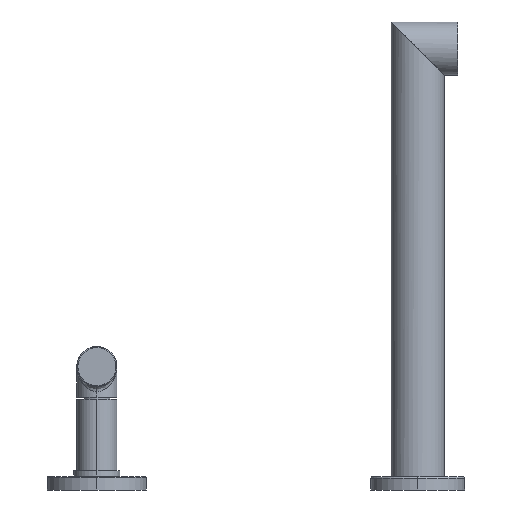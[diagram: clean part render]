
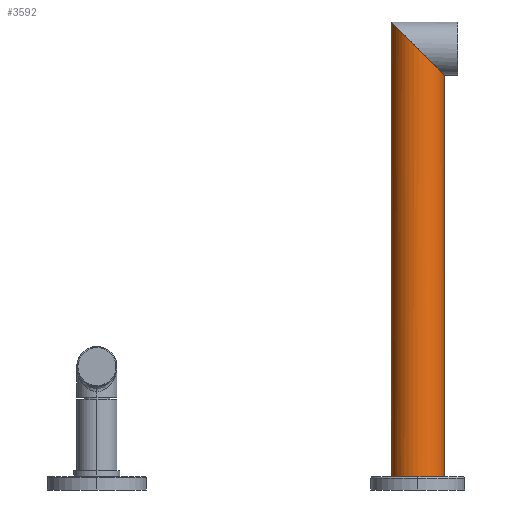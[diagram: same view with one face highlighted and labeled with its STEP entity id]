
A CAD part, left-side view. The second image highlights one B-rep face of the part: STEP entity #3592.
In plain terms, the highlighted cylindrical face has radius 12.7 mm (diameter 25.4 mm), a partial arc.
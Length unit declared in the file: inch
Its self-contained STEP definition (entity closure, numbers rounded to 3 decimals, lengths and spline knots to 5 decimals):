
#2964=DIRECTION('',(0.,0.,1.));
#2965=VECTOR('',#2964,7.5);
#2966=CARTESIAN_POINT('',(0.,-0.5,0.25));
#2967=LINE('',#2966,#2965);
#2971=CARTESIAN_POINT('',(0.,-0.5,
7.75));
#3009=CARTESIAN_POINT('',(0.,0.5,
8.75));
#3038=CARTESIAN_POINT('',(0.,0.,0.25));
#3039=DIRECTION('',(0.,0.,1.));
#3040=DIRECTION('',(0.,1.,0.));
#3041=AXIS2_PLACEMENT_3D('',#3038,#3039,#3040);
#3108=DIRECTION('',(0.,0.,1.));
#3109=VECTOR('',#3108,8.5);
#3110=CARTESIAN_POINT('',(0.,0.5,0.25));
#3111=LINE('',#3110,#3109);
#3115=CARTESIAN_POINT('',(0.,0.5,
8.75));
#3116=CARTESIAN_POINT('',(-0.01171,0.5,
8.75));
#3117=CARTESIAN_POINT('',(-0.03513,0.49918,
8.74918));
#3118=CARTESIAN_POINT('',(-0.07035,0.49545,
8.74545));
#3119=CARTESIAN_POINT('',(-0.10549,0.48919,
8.73919));
#3120=CARTESIAN_POINT('',(-0.14084,0.48022,
8.73022));
#3121=CARTESIAN_POINT('',(-0.17605,0.46849,
8.71849));
#3122=CARTESIAN_POINT('',(-0.21132,0.4537,
8.7037));
#3123=CARTESIAN_POINT('',(-0.2463,0.43574,
8.68574));
#3124=CARTESIAN_POINT('',(-0.28091,0.41432,8.66432));
#3125=CARTESIAN_POINT('',(-0.31481,0.38924,
8.63924));
#3126=CARTESIAN_POINT('',(-0.34759,0.36033,
8.61033));
#3127=CARTESIAN_POINT('',(-0.37886,0.32738,
8.57738));
#3128=CARTESIAN_POINT('',(-0.40792,0.29045,
8.54045));
#3129=CARTESIAN_POINT('',(-0.43426,0.24946,
8.49946));
#3130=CARTESIAN_POINT('',(-0.45705,0.20486,
8.45486));
#3131=CARTESIAN_POINT('',(-0.47572,0.15681,
8.40681));
#3132=CARTESIAN_POINT('',(-0.48954,0.10621,
8.35621));
#3133=CARTESIAN_POINT('',(-0.49808,0.05356,
8.30356));
#3134=CARTESIAN_POINT('',(-0.50096,0.,
8.25));
#3135=CARTESIAN_POINT('',(-0.49808,-0.05357,
8.19643));
#3136=CARTESIAN_POINT('',(-0.48954,-0.10622,8.14378));
#3137=CARTESIAN_POINT('',(-0.47572,-0.15682,
8.09318));
#3138=CARTESIAN_POINT('',(-0.45705,-0.20487,
8.04513));
#3139=CARTESIAN_POINT('',(-0.43426,-0.24947,
8.00053));
#3140=CARTESIAN_POINT('',(-0.40792,-0.29046,
7.95954));
#3141=CARTESIAN_POINT('',(-0.37886,-0.32738,
7.92262));
#3142=CARTESIAN_POINT('',(-0.34759,-0.36034,
7.88966));
#3143=CARTESIAN_POINT('',(-0.31481,-0.38924,
7.86076));
#3144=CARTESIAN_POINT('',(-0.28091,-0.41432,
7.83568));
#3145=CARTESIAN_POINT('',(-0.24629,-0.43574,
7.81426));
#3146=CARTESIAN_POINT('',(-0.21132,-0.4537,
7.7963));
#3147=CARTESIAN_POINT('',(-0.17604,-0.46849,
7.78151));
#3148=CARTESIAN_POINT('',(-0.14084,-0.48022,
7.76978));
#3149=CARTESIAN_POINT('',(-0.10549,-0.48919,
7.76081));
#3150=CARTESIAN_POINT('',(-0.07035,-0.49545,
7.75455));
#3151=CARTESIAN_POINT('',(-0.03513,-0.49918,
7.75082));
#3152=CARTESIAN_POINT('',(-0.01171,-0.5,
7.75));
#3153=CARTESIAN_POINT('',(0.,-0.5,
7.75));
#3368=VERTEX_POINT('',#2971);
#3369=VERTEX_POINT('',#3009);
#3370=CARTESIAN_POINT('',(0.,-0.5,0.25));
#3371=CARTESIAN_POINT('',(0.,0.5,0.25));
#3372=VERTEX_POINT('',#3370);
#3373=VERTEX_POINT('',#3371);
#3581=CARTESIAN_POINT('',(0.,0.,0.105));
#3582=DIRECTION('',(0.,0.,1.));
#3583=DIRECTION('',(0.,-1.,0.));
#3584=AXIS2_PLACEMENT_3D('',#3581,#3582,#3583);
#3585=CYLINDRICAL_SURFACE('',#3584,0.5);
#3586=ORIENTED_EDGE('',*,*,#3468,.F.);
#3587=ORIENTED_EDGE('',*,*,#3444,.T.);
#3588=ORIENTED_EDGE('',*,*,#3417,.T.);
#3589=ORIENTED_EDGE('',*,*,#3441,.F.);
#3590=EDGE_LOOP('',(#3586,#3587,#3588,#3589));
#3591=FACE_OUTER_BOUND('',#3590,.F.);
#3042=CIRCLE('',#3041,0.5);
#3154=B_SPLINE_CURVE_WITH_KNOTS('',3,(#3115,#3116,#3117,#3118,#3119,#3120,#3121,
#3122,#3123,#3124,#3125,#3126,#3127,#3128,#3129,#3130,#3131,#3132,#3133,#3134,
#3135,#3136,#3137,#3138,#3139,#3140,#3141,#3142,#3143,#3144,#3145,#3146,#3147,
#3148,#3149,#3150,#3151,#3152,#3153),.UNSPECIFIED.,.F.,.F.,(4,1,1,1,1,1,1,1,1,1,
1,1,1,1,1,1,1,1,1,1,1,1,1,1,1,1,1,1,1,1,1,1,1,1,1,1,4),(0.,0.02778,
0.05556,0.08333,0.11111,0.13889,
0.16667,0.19444,0.22222,0.25,0.27778,
0.30556,0.33333,0.36111,0.38889,
0.41667,0.44444,0.47222,0.5,0.52778,
0.55556,0.58333,0.61111,0.63889,
0.66667,0.69444,0.72222,0.75,0.77778,
0.80556,0.83333,0.86111,0.88889,
0.91667,0.94444,0.97222,1.),.UNSPECIFIED.);
#3417=EDGE_CURVE('',#3369,#3368,#3154,.T.);
#3441=EDGE_CURVE('',#3372,#3368,#2967,.T.);
#3444=EDGE_CURVE('',#3373,#3369,#3111,.T.);
#3468=EDGE_CURVE('',#3373,#3372,#3042,.T.);
#3592=ADVANCED_FACE('',(#3591),#3585,.T.);
